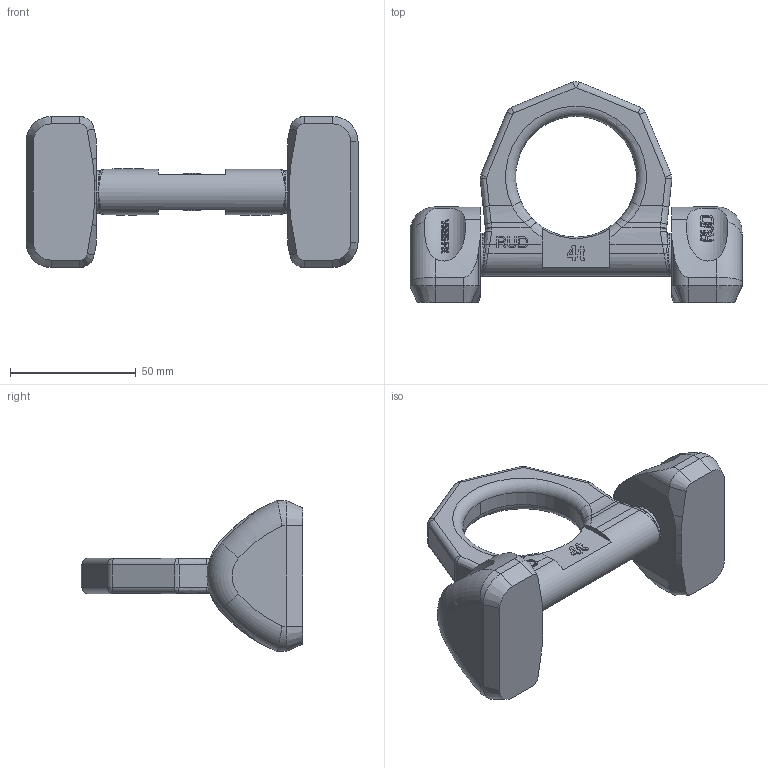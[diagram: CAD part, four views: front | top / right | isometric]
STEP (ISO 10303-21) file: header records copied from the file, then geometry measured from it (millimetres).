
FILE_DESCRIPTION((''),'2;1');
FILE_NAME('001-M33749-P2_ASM','2019-02-01T',('anja.joas'),(''),'PRO/ENGINEER BY PARAMETRIC TECHNOLOGY CORPORATION, 2011490','PRO/ENGINEER BY PARAMETRIC TECHNOLOGY CORPORATION, 2011490','');
FILE_SCHEMA(('CONFIG_CONTROL_DESIGN'));
Length unit declared in the file: millimetre
Products named in the file (3): 001-M33749-P1; 001-M35240-P-2; 001-M33749-P2_ASM
Assembly tree (3 placements, depth 2):
  001-M33749-P2_ASM
    001-M33749-P1  x2
    001-M35240-P-2
Bounding box: 132 x 87.9 x 60 mm (x, y, z)
Volume: 132051.5 mm3; surface area: 29549.7 mm2
Topology: 3 solids, 3 shells, 978 faces, 2690 edges, 1758 vertices
Faces by surface type: plane 759, bspline 74, cylinder 69, torus 50, extrusion 14, cone 12
Entity records: 25628 total; most frequent: CARTESIAN_POINT 9279, ORIENTED_EDGE 3806, DIRECTION 2794, EDGE_CURVE 1903, VERTEX_POINT 1236, AXIS2_PLACEMENT_3D 937, VECTOR 920, LINE 906
